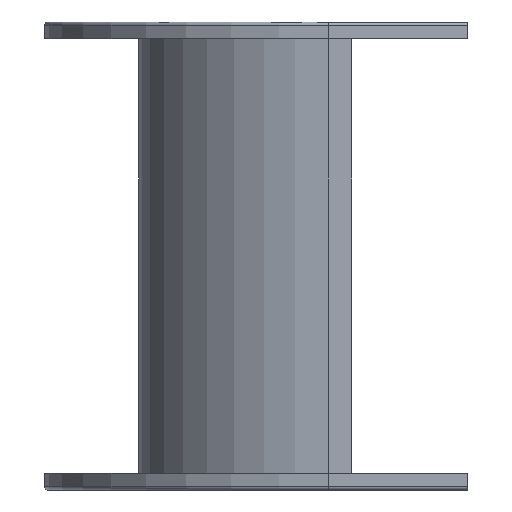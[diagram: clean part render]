
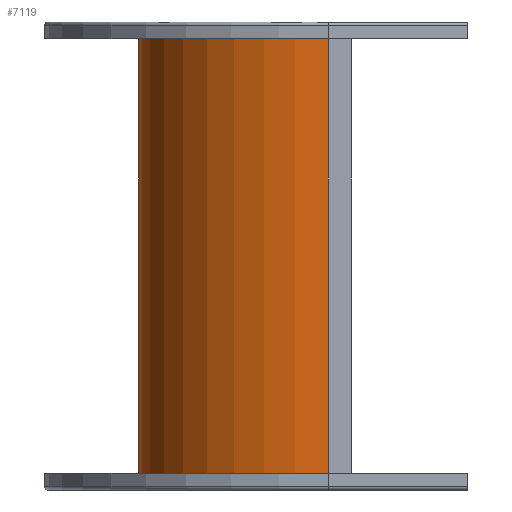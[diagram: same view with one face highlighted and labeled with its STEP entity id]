
A CAD part, front view. The second image highlights one B-rep face of the part: STEP entity #7119.
In plain terms, the highlighted cylindrical face has radius 122.75 mm (diameter 245.5 mm), a partial arc.
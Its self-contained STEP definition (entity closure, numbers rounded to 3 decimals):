
#6887=CARTESIAN_POINT('',(-15.,121.75,301.5));
#6888=DIRECTION('',(0.,0.,1.));
#6889=DIRECTION('',(-1.,0.,0.));
#6890=AXIS2_PLACEMENT_3D('',#6887,#6888,#6889);
#6925=DIRECTION('',(0.,0.,-1.));
#6926=VECTOR('',#6925,301.5);
#6927=CARTESIAN_POINT('',(-137.75,121.75,301.5));
#6928=LINE('',#6927,#6926);
#6929=DIRECTION('',(0.,0.,1.));
#6930=VECTOR('',#6929,301.5);
#6931=CARTESIAN_POINT('',(-15.,-1.,0.));
#6932=LINE('',#6931,#6930);
#6937=CARTESIAN_POINT('',(-15.,121.75,0.));
#6938=DIRECTION('',(0.,0.,-1.));
#6939=DIRECTION('',(0.,-1.,0.));
#6940=AXIS2_PLACEMENT_3D('',#6937,#6938,#6939);
#7003=CARTESIAN_POINT('',(-15.,-1.,301.5));
#7004=VERTEX_POINT('',#7003);
#7005=CARTESIAN_POINT('',(-137.75,121.75,301.5));
#7006=VERTEX_POINT('',#7005);
#7011=CARTESIAN_POINT('',(-137.75,121.75,0.));
#7013=VERTEX_POINT('',#7011);
#7017=CARTESIAN_POINT('',(-15.,-1.,0.));
#7018=VERTEX_POINT('',#7017);
#7106=CARTESIAN_POINT('',(-15.,121.75,301.5));
#7107=DIRECTION('',(0.,0.,-1.));
#7108=DIRECTION('',(-1.,0.,0.));
#7109=AXIS2_PLACEMENT_3D('',#7106,#7107,#7108);
#7110=CYLINDRICAL_SURFACE('',#7109,122.75);
#7112=ORIENTED_EDGE('',*,*,#7111,.T.);
#7114=ORIENTED_EDGE('',*,*,#7113,.F.);
#7115=ORIENTED_EDGE('',*,*,#7038,.T.);
#7116=ORIENTED_EDGE('',*,*,#7098,.F.);
#7117=EDGE_LOOP('',(#7112,#7114,#7115,#7116));
#7118=FACE_OUTER_BOUND('',#7117,.F.);
#7119=ADVANCED_FACE('',(#7118),#7110,.T.);
#6891=CIRCLE('',#6890,122.75);
#6941=CIRCLE('',#6940,122.75);
#7038=EDGE_CURVE('',#7006,#7004,#6891,.T.);
#7098=EDGE_CURVE('',#7018,#7004,#6932,.T.);
#7111=EDGE_CURVE('',#7018,#7013,#6941,.T.);
#7113=EDGE_CURVE('',#7006,#7013,#6928,.T.);
